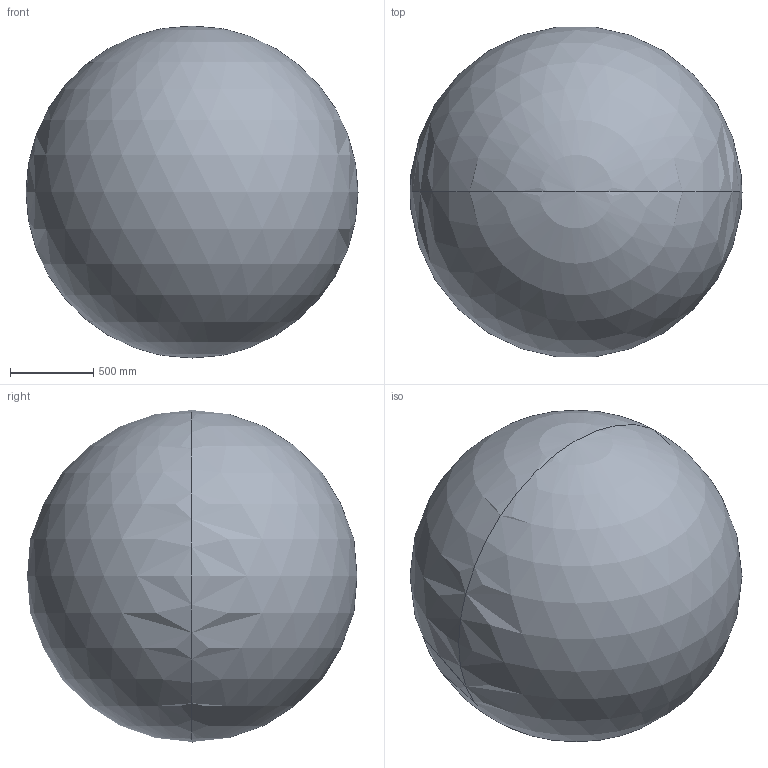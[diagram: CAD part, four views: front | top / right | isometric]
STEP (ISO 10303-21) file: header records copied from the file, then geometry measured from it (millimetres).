
FILE_DESCRIPTION((''),'1');
FILE_NAME(' ',' ',(''),(''),'ACIS Interop R17','Kubotek KeyCreator V7.0.2 (6668)',' ');
FILE_SCHEMA(('CONFIG_CONTROL_DESIGN'));
Length unit declared in the file: millimetre
Bounding box: 2000 x 1987.42 x 2000 mm (x, y, z)
Volume: 4188945713.6 mm3; surface area: 12589461.3 mm2
Topology: 3 solids, 3 shells, 12 faces, 28 edges, 10 vertices
Faces by surface type: sphere 6, cylinder 4, plane 2
Entity records: 388 total; most frequent: DIRECTION 58, CARTESIAN_POINT 41, ORIENTED_EDGE 32, AXIS2_PLACEMENT_3D 27, EDGE_CURVE 16, CC_DESIGN_PERSON_AND_ORGANIZATION_ASSIGNMENT 15, PERSON_AND_ORGANIZATION_ROLE 12, ADVANCED_FACE 12
